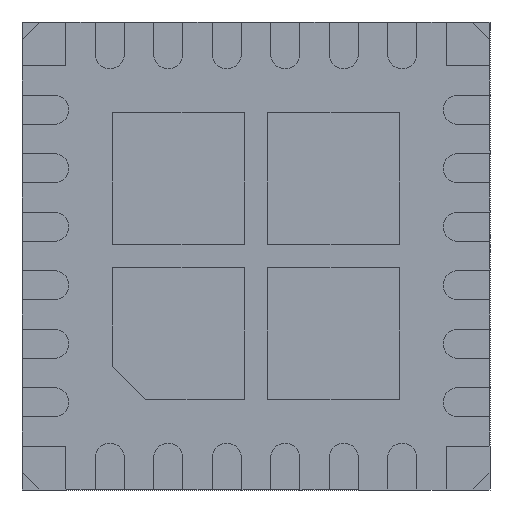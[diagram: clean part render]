
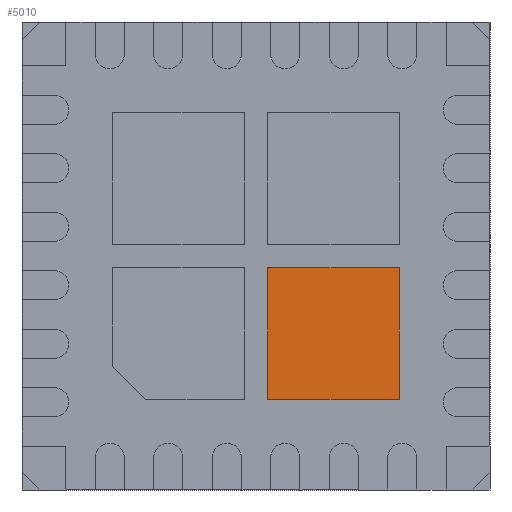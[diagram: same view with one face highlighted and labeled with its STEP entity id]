
A CAD part, front view. The second image highlights one B-rep face of the part: STEP entity #5010.
In plain terms, the highlighted planar face has unit normal (0, -1, 0).
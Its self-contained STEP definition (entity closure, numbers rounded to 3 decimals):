
#118 = EDGE_CURVE ( 'NONE', #2458, #3457, #5932, .T. ) ;
#562 = EDGE_CURVE ( 'NONE', #7469, #2458, #3710, .T. ) ;
#717 = CARTESIAN_POINT ( 'NONE',  ( 1.225, 0., -0.1 ) ) ;
#721 = VECTOR ( 'NONE', #2083, 1000. ) ;
#914 = DIRECTION ( 'NONE',  ( 0., 0., -1. ) ) ;
#1045 = CARTESIAN_POINT ( 'NONE',  ( 0., 0., 0. ) ) ;
#1109 = AXIS2_PLACEMENT_3D ( 'NONE', #1045, #5659, #914 ) ;
#1236 = LINE ( 'NONE', #5107, #721 ) ;
#1356 = LINE ( 'NONE', #5097, #7056 ) ;
#2083 = DIRECTION ( 'NONE',  ( 0., 0., 1. ) ) ;
#2382 = ORIENTED_EDGE ( 'NONE', *, *, #8882, .F. ) ;
#2458 = VERTEX_POINT ( 'NONE', #9158 ) ;
#2723 = DIRECTION ( 'NONE',  ( -1., 0., 0. ) ) ;
#2814 = VERTEX_POINT ( 'NONE', #6543 ) ;
#3457 = VERTEX_POINT ( 'NONE', #6820 ) ;
#3710 = LINE ( 'NONE', #717, #8144 ) ;
#4805 = ORIENTED_EDGE ( 'NONE', *, *, #118, .F. ) ;
#5010 = ADVANCED_FACE ( 'NONE', ( #7527 ), #5698, .T. ) ;
#5024 = CARTESIAN_POINT ( 'NONE',  ( 1.225, 0., -1.225 ) ) ;
#5058 = ORIENTED_EDGE ( 'NONE', *, *, #7376, .F. ) ;
#5097 = CARTESIAN_POINT ( 'NONE',  ( 1.225, 0., -1.225 ) ) ;
#5107 = CARTESIAN_POINT ( 'NONE',  ( 0.1, 0., -1.225 ) ) ;
#5659 = DIRECTION ( 'NONE',  ( 0., -1., 0. ) ) ;
#5698 = PLANE ( 'NONE',  #1109 ) ;
#5899 = ORIENTED_EDGE ( 'NONE', *, *, #562, .F. ) ;
#5902 = CARTESIAN_POINT ( 'NONE',  ( 0.1, 0., -0.1 ) ) ;
#5932 = LINE ( 'NONE', #5024, #6793 ) ;
#6005 = EDGE_LOOP ( 'NONE', ( #4805, #5899, #2382, #5058 ) ) ;
#6380 = DIRECTION ( 'NONE',  ( 1., 0., 0. ) ) ;
#6543 = CARTESIAN_POINT ( 'NONE',  ( 0.1, 0., -1.225 ) ) ;
#6793 = VECTOR ( 'NONE', #8973, 1000. ) ;
#6820 = CARTESIAN_POINT ( 'NONE',  ( 1.225, 0., -1.225 ) ) ;
#7056 = VECTOR ( 'NONE', #2723, 1000. ) ;
#7376 = EDGE_CURVE ( 'NONE', #3457, #2814, #1356, .T. ) ;
#7469 = VERTEX_POINT ( 'NONE', #5902 ) ;
#7527 = FACE_OUTER_BOUND ( 'NONE', #6005, .T. ) ;
#8144 = VECTOR ( 'NONE', #6380, 1000. ) ;
#8882 = EDGE_CURVE ( 'NONE', #2814, #7469, #1236, .T. ) ;
#8973 = DIRECTION ( 'NONE',  ( 0., 0., -1. ) ) ;
#9158 = CARTESIAN_POINT ( 'NONE',  ( 1.225, 0., -0.1 ) ) ;
